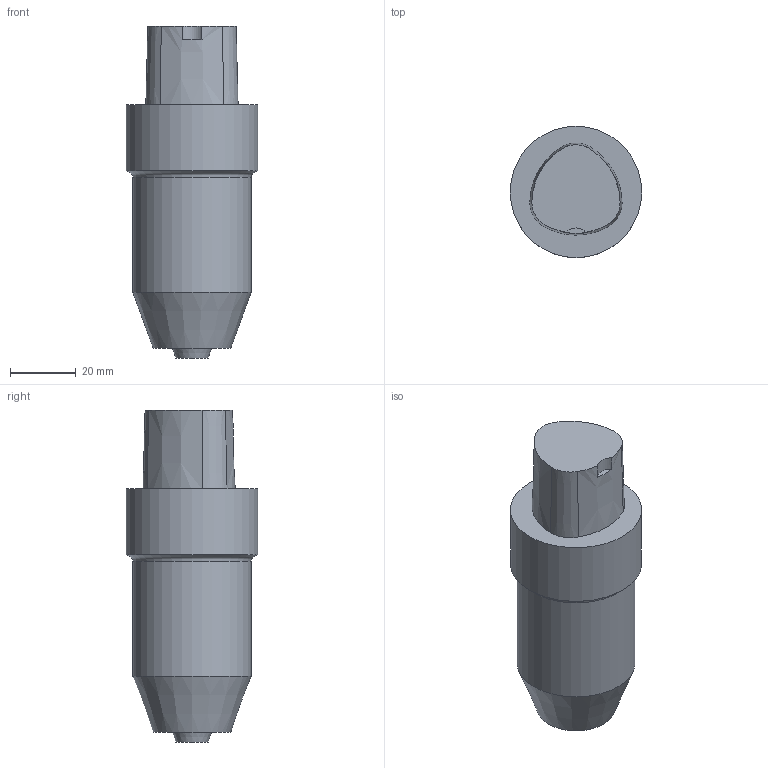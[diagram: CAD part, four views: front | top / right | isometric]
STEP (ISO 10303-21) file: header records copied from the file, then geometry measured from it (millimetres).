
FILE_DESCRIPTION(/* description */ ('3-D model version:1'),/* implementation_level */ '2;1');
FILE_NAME(/* name */ 'C4-391.32-08077',/* time_stamp */ '2016-12-02T14:02:04',/* author */ ('InteractiveCad'),/* organization */ ('AB Sandvik Coromant'),/* preprocessor_version */ 'ST-DEVELOPER v11',/* originating_system */ 'SIEMENS UGS NX 6.0',/* authorization */ '');
FILE_SCHEMA(('AUTOMOTIVE_DESIGN'));
Length unit declared in the file: millimetre
Products named in the file (1): ds680184tkis
Bounding box: 40 x 40 x 101 mm (x, y, z)
Volume: 89169.8 mm3; surface area: 12310.5 mm2
Topology: 1 solids, 1 shells, 19 faces, 39 edges, 25 vertices
Faces by surface type: cone 9, plane 6, cylinder 3, torus 1
Full cylindrical faces by diameter (mm): 36 x1, 40 x1
Entity records: 524 total; most frequent: DIRECTION 102, CARTESIAN_POINT 87, ORIENTED_EDGE 66, AXIS2_PLACEMENT_3D 48, EDGE_CURVE 33, EDGE_LOOP 28, VERTEX_POINT 25, CIRCLE 25
